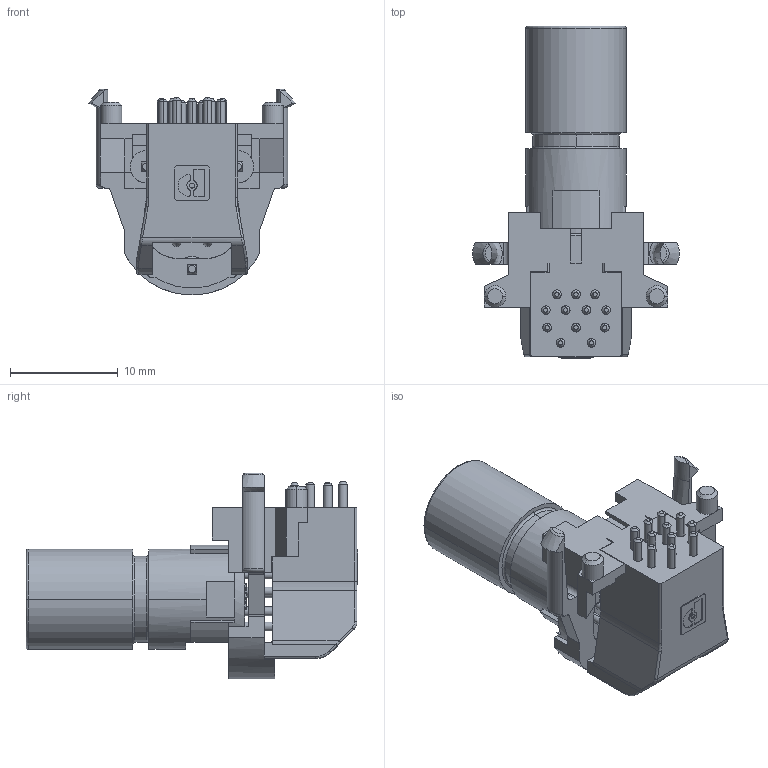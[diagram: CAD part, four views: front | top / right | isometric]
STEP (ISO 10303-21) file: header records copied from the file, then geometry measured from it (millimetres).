
FILE_DESCRIPTION((''),'2;1');
FILE_NAME('BS-12P2NE20000_SW0002','2011-12-02T',('bthumm'),(''),'PRO/ENGINEER BY PARAMETRIC TECHNOLOGY CORPORATION, 2011220','PRO/ENGINEER BY PARAMETRIC TECHNOLOGY CORPORATION, 2011220','');
FILE_SCHEMA(('AUTOMOTIVE_DESIGN { 1 0 10303 214 1 1 1 1 }'));
Length unit declared in the file: millimetre
Products named in the file (1): BS-12P2NE20000_SW0002
Bounding box: 19.2 x 30.8 x 19.08 mm (x, y, z)
Volume: 1942.7 mm3; surface area: 3297.5 mm2
Topology: 1 solids, 1 shells, 736 faces, 1982 edges, 1238 vertices
Faces by surface type: plane 356, cylinder 203, torus 69, cone 40, extrusion 25, sphere 24, bspline 19
Entity records: 24086 total; most frequent: CARTESIAN_POINT 5392, ORIENTED_EDGE 3906, DIRECTION 3853, EDGE_CURVE 1953, AXIS2_PLACEMENT_3D 1326, VERTEX_POINT 1238, VECTOR 1201, LINE 1176
